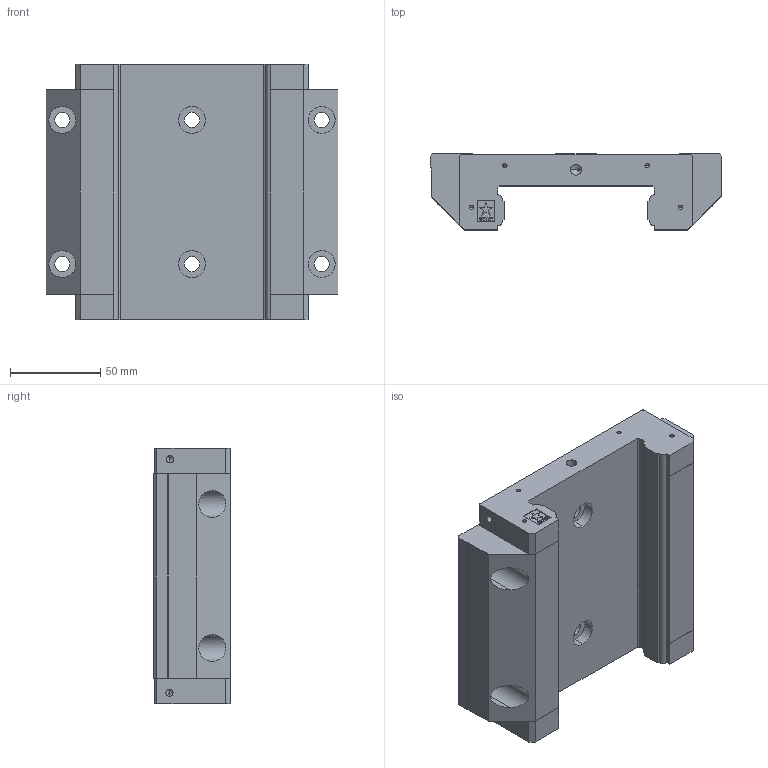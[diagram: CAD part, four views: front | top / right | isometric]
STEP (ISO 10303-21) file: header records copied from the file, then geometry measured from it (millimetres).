
FILE_DESCRIPTION (( 'STEP AP214' ), '1' );
FILE_NAME ('Rexroth-Runner-Block-R167131410.step', '2020-07-02T09:38:19', ( '' ), ( '' ), 'SwSTEP 2.0', 'SolidWorks 2010', '' );
FILE_SCHEMA (( 'AUTOMOTIVE_DESIGN' ));
Length unit declared in the file: millimetre
Products named in the file (1): Rexroth-Runner-Block-R167131410
Bounding box: 162 x 42.5 x 142 mm (x, y, z)
Volume: 578119.7 mm3; surface area: 76310.4 mm2
Topology: 1 solids, 1 shells, 386 faces, 1058 edges, 682 vertices
Faces by surface type: plane 298, cylinder 60, cone 28
Entity records: 11912 total; most frequent: CARTESIAN_POINT 2123, ORIENTED_EDGE 2060, DIRECTION 1908, EDGE_CURVE 1030, LINE 910, VECTOR 910, VERTEX_POINT 682, AXIS2_PLACEMENT_3D 499
